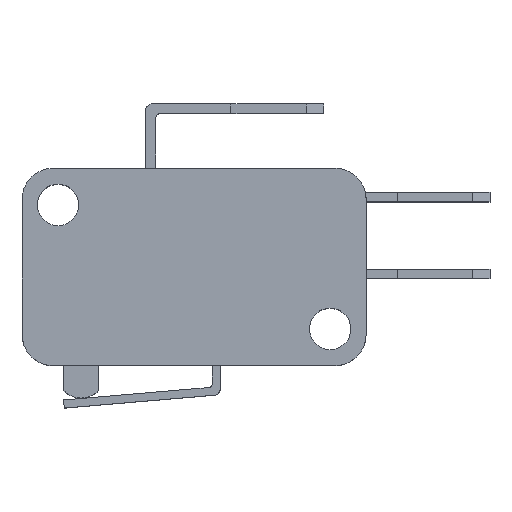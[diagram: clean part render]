
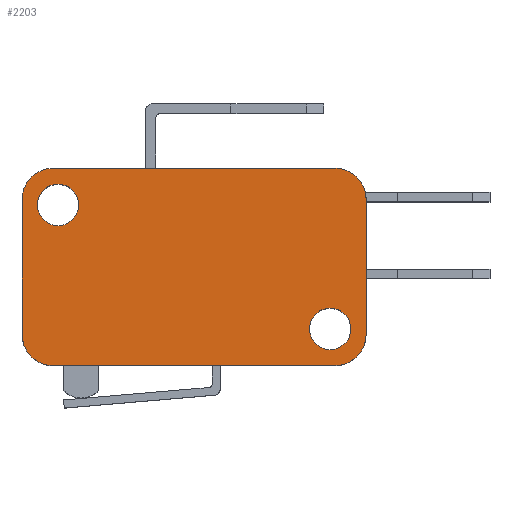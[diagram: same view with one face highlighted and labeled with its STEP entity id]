
A CAD part, top view. The second image highlights one B-rep face of the part: STEP entity #2203.
In plain terms, the highlighted planar face has unit normal (0, 0, 1).
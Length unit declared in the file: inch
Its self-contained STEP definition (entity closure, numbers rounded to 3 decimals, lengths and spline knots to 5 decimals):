
#30 = CIRCLE ( 'NONE', #409, 0.06625 ) ;
#43 = CIRCLE ( 'NONE', #738, 0.06625 ) ;
#70 = CARTESIAN_POINT ( 'NONE',  ( -0.45, 0.2155, 0.20375 ) ) ;
#85 = FACE_BOUND ( 'NONE', #2895, .T. ) ;
#87 = CARTESIAN_POINT ( 'NONE',  ( -0.55, -0.2155, 0.20375 ) ) ;
#124 = EDGE_CURVE ( 'NONE', #2351, #2907, #2910, .T. ) ;
#167 = ORIENTED_EDGE ( 'NONE', *, *, #920, .F. ) ;
#179 = CARTESIAN_POINT ( 'NONE',  ( -0.45, -0.3155, 0.20375 ) ) ;
#291 = CARTESIAN_POINT ( 'NONE',  ( 0.45, -0.2155, 0.20375 ) ) ;
#305 = DIRECTION ( 'NONE',  ( 1., 0., 0. ) ) ;
#317 = AXIS2_PLACEMENT_3D ( 'NONE', #291, #835, #614 ) ;
#327 = AXIS2_PLACEMENT_3D ( 'NONE', #1894, #375, #305 ) ;
#329 = ORIENTED_EDGE ( 'NONE', *, *, #2140, .F. ) ;
#354 = VERTEX_POINT ( 'NONE', #2449 ) ;
#375 = DIRECTION ( 'NONE',  ( 0., 0., 1. ) ) ;
#402 = DIRECTION ( 'NONE',  ( 0., 0., 1. ) ) ;
#407 = DIRECTION ( 'NONE',  ( 0., 0., 1. ) ) ;
#409 = AXIS2_PLACEMENT_3D ( 'NONE', #3196, #2483, #1178 ) ;
#422 = CARTESIAN_POINT ( 'NONE',  ( -0.45, 0.2155, 0.20375 ) ) ;
#456 = EDGE_LOOP ( 'NONE', ( #3163, #1727 ) ) ;
#463 = EDGE_CURVE ( 'NONE', #2923, #694, #3273, .T. ) ;
#494 = DIRECTION ( 'NONE',  ( 0., 0., 1. ) ) ;
#508 = ORIENTED_EDGE ( 'NONE', *, *, #1830, .T. ) ;
#614 = DIRECTION ( 'NONE',  ( 1., 0., 0. ) ) ;
#631 = CARTESIAN_POINT ( 'NONE',  ( -0.5012, 0.19825, 0.20375 ) ) ;
#640 = VECTOR ( 'NONE', #2929, 39.37008 ) ;
#694 = VERTEX_POINT ( 'NONE', #1254 ) ;
#738 = AXIS2_PLACEMENT_3D ( 'NONE', #3235, #407, #1944 ) ;
#742 = CARTESIAN_POINT ( 'NONE',  ( 0.43495, -0.19825, 0.20375 ) ) ;
#788 = VECTOR ( 'NONE', #2057, 39.37008 ) ;
#835 = DIRECTION ( 'NONE',  ( 0., 0., 1. ) ) ;
#857 = LINE ( 'NONE', #2731, #640 ) ;
#863 = ORIENTED_EDGE ( 'NONE', *, *, #124, .T. ) ;
#920 = EDGE_CURVE ( 'NONE', #1876, #2864, #1926, .T. ) ;
#981 = DIRECTION ( 'NONE',  ( 0., 0., 1. ) ) ;
#992 = DIRECTION ( 'NONE',  ( 1., 0., 0. ) ) ;
#1097 = ORIENTED_EDGE ( 'NONE', *, *, #1603, .T. ) ;
#1107 = DIRECTION ( 'NONE',  ( 0., 0., 1. ) ) ;
#1113 = VERTEX_POINT ( 'NONE', #1957 ) ;
#1119 = VECTOR ( 'NONE', #3170, 39.37008 ) ;
#1126 = LINE ( 'NONE', #2166, #1119 ) ;
#1166 = DIRECTION ( 'NONE',  ( 0., 0., 1. ) ) ;
#1178 = DIRECTION ( 'NONE',  ( 1., 0., 0. ) ) ;
#1218 = CARTESIAN_POINT ( 'NONE',  ( -0.45, -0.2155, 0.20375 ) ) ;
#1249 = CARTESIAN_POINT ( 'NONE',  ( 0.55, 0.2155, 0.20375 ) ) ;
#1254 = CARTESIAN_POINT ( 'NONE',  ( -0.45, -0.3155, 0.20375 ) ) ;
#1299 = AXIS2_PLACEMENT_3D ( 'NONE', #742, #981, #2039 ) ;
#1337 = EDGE_CURVE ( 'NONE', #2577, #1113, #1126, .T. ) ;
#1378 = ORIENTED_EDGE ( 'NONE', *, *, #1749, .T. ) ;
#1421 = AXIS2_PLACEMENT_3D ( 'NONE', #422, #402, #2229 ) ;
#1428 = EDGE_CURVE ( 'NONE', #2290, #354, #30, .T. ) ;
#1465 = AXIS2_PLACEMENT_3D ( 'NONE', #2933, #1166, #1741 ) ;
#1487 = VERTEX_POINT ( 'NONE', #2739 ) ;
#1535 = CIRCLE ( 'NONE', #1421, 0.1 ) ;
#1573 = CIRCLE ( 'NONE', #1465, 0.1 ) ;
#1585 = VERTEX_POINT ( 'NONE', #1249 ) ;
#1603 = EDGE_CURVE ( 'NONE', #694, #2351, #2536, .T. ) ;
#1655 = DIRECTION ( 'NONE',  ( 1., 0., 0. ) ) ;
#1674 = CARTESIAN_POINT ( 'NONE',  ( 0.3687, -0.19825, 0.20375 ) ) ;
#1727 = ORIENTED_EDGE ( 'NONE', *, *, #2959, .F. ) ;
#1734 = EDGE_LOOP ( 'NONE', ( #2235, #508, #2033, #1097, #863, #1378, #1962, #2777 ) ) ;
#1741 = DIRECTION ( 'NONE',  ( -1., 0., 0. ) ) ;
#1749 = EDGE_CURVE ( 'NONE', #2907, #1585, #857, .T. ) ;
#1830 = EDGE_CURVE ( 'NONE', #1487, #2923, #2042, .T. ) ;
#1852 = CARTESIAN_POINT ( 'NONE',  ( 0.45, 0.3155, 0.20375 ) ) ;
#1867 = AXIS2_PLACEMENT_3D ( 'NONE', #1218, #494, #2765 ) ;
#1876 = VERTEX_POINT ( 'NONE', #1674 ) ;
#1894 = CARTESIAN_POINT ( 'NONE',  ( 0.43495, -0.19825, 0.20375 ) ) ;
#1913 = PLANE ( 'NONE',  #3067 ) ;
#1926 = CIRCLE ( 'NONE', #327, 0.06625 ) ;
#1944 = DIRECTION ( 'NONE',  ( 1., 0., 0. ) ) ;
#1957 = CARTESIAN_POINT ( 'NONE',  ( -0.45, 0.3155, 0.20375 ) ) ;
#1962 = ORIENTED_EDGE ( 'NONE', *, *, #2978, .T. ) ;
#2033 = ORIENTED_EDGE ( 'NONE', *, *, #463, .T. ) ;
#2039 = DIRECTION ( 'NONE',  ( 1., 0., 0. ) ) ;
#2042 = LINE ( 'NONE', #2074, #788 ) ;
#2057 = DIRECTION ( 'NONE',  ( 0., -1., 0. ) ) ;
#2074 = CARTESIAN_POINT ( 'NONE',  ( -0.55, 0.2155, 0.20375 ) ) ;
#2140 = EDGE_CURVE ( 'NONE', #2864, #1876, #3062, .T. ) ;
#2166 = CARTESIAN_POINT ( 'NONE',  ( -0.45, 0.3155, 0.20375 ) ) ;
#2203 = ADVANCED_FACE ( 'NONE', ( #2419, #2892, #85 ), #1913, .T. ) ;
#2229 = DIRECTION ( 'NONE',  ( 1., 0., 0. ) ) ;
#2235 = ORIENTED_EDGE ( 'NONE', *, *, #3205, .T. ) ;
#2290 = VERTEX_POINT ( 'NONE', #631 ) ;
#2351 = VERTEX_POINT ( 'NONE', #3081 ) ;
#2410 = CARTESIAN_POINT ( 'NONE',  ( 0.55, -0.2155, 0.20375 ) ) ;
#2419 = FACE_BOUND ( 'NONE', #456, .T. ) ;
#2449 = CARTESIAN_POINT ( 'NONE',  ( -0.3687, 0.19825, 0.20375 ) ) ;
#2483 = DIRECTION ( 'NONE',  ( 0., 0., 1. ) ) ;
#2536 = LINE ( 'NONE', #179, #3308 ) ;
#2577 = VERTEX_POINT ( 'NONE', #1852 ) ;
#2731 = CARTESIAN_POINT ( 'NONE',  ( 0.55, 0.2155, 0.20375 ) ) ;
#2739 = CARTESIAN_POINT ( 'NONE',  ( -0.55, 0.2155, 0.20375 ) ) ;
#2765 = DIRECTION ( 'NONE',  ( 1., 0., 0. ) ) ;
#2777 = ORIENTED_EDGE ( 'NONE', *, *, #1337, .T. ) ;
#2864 = VERTEX_POINT ( 'NONE', #3116 ) ;
#2892 = FACE_OUTER_BOUND ( 'NONE', #1734, .T. ) ;
#2895 = EDGE_LOOP ( 'NONE', ( #167, #329 ) ) ;
#2907 = VERTEX_POINT ( 'NONE', #2410 ) ;
#2910 = CIRCLE ( 'NONE', #317, 0.1 ) ;
#2923 = VERTEX_POINT ( 'NONE', #87 ) ;
#2929 = DIRECTION ( 'NONE',  ( 0., 1., 0. ) ) ;
#2933 = CARTESIAN_POINT ( 'NONE',  ( 0.45, 0.2155, 0.20375 ) ) ;
#2959 = EDGE_CURVE ( 'NONE', #354, #2290, #43, .T. ) ;
#2978 = EDGE_CURVE ( 'NONE', #1585, #2577, #1573, .T. ) ;
#3062 = CIRCLE ( 'NONE', #1299, 0.06625 ) ;
#3067 = AXIS2_PLACEMENT_3D ( 'NONE', #70, #1107, #1655 ) ;
#3081 = CARTESIAN_POINT ( 'NONE',  ( 0.45, -0.3155, 0.20375 ) ) ;
#3116 = CARTESIAN_POINT ( 'NONE',  ( 0.5012, -0.19825, 0.20375 ) ) ;
#3163 = ORIENTED_EDGE ( 'NONE', *, *, #1428, .F. ) ;
#3170 = DIRECTION ( 'NONE',  ( -1., 0., 0. ) ) ;
#3196 = CARTESIAN_POINT ( 'NONE',  ( -0.43495, 0.19825, 0.20375 ) ) ;
#3205 = EDGE_CURVE ( 'NONE', #1113, #1487, #1535, .T. ) ;
#3235 = CARTESIAN_POINT ( 'NONE',  ( -0.43495, 0.19825, 0.20375 ) ) ;
#3273 = CIRCLE ( 'NONE', #1867, 0.1 ) ;
#3308 = VECTOR ( 'NONE', #992, 39.37008 ) ;
